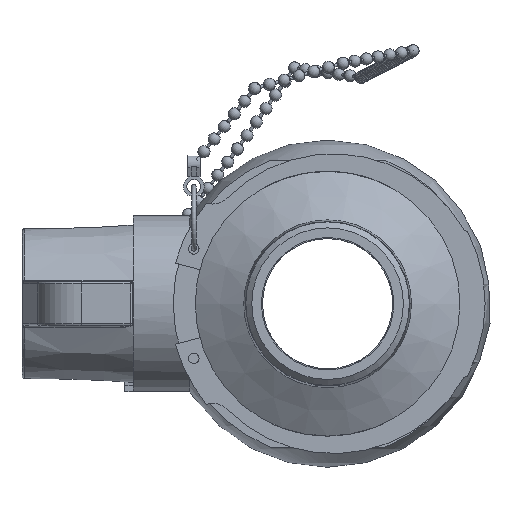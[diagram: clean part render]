
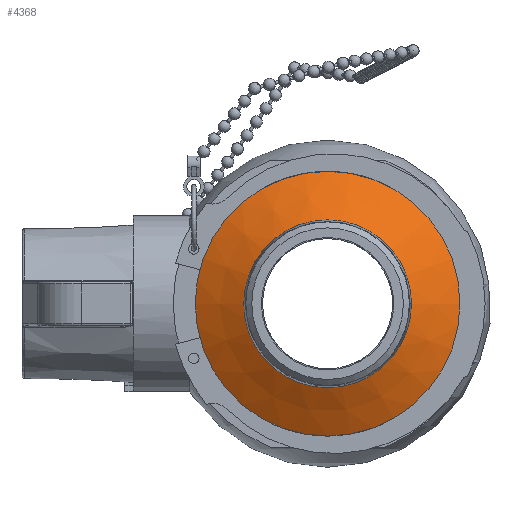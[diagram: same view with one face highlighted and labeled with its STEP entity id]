
A CAD part, left-side view. The second image highlights one B-rep face of the part: STEP entity #4368.
In plain terms, the highlighted conical face has half-angle 60 degrees and reference radius 31.115 mm.
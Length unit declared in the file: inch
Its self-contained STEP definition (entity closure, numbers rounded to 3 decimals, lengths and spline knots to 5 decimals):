
#173=CONICAL_SURFACE('',#5011,1.225,1.047);
#653=FACE_OUTER_BOUND('',#930,.T.);
#930=EDGE_LOOP('',(#3769,#3770,#3771,#3772));
#1203=CIRCLE('',#4997,0.95);
#1209=CIRCLE('',#5010,1.5);
#1458=LINE('',#8561,#1699);
#1699=VECTOR('',#6094,1.225);
#2142=VERTEX_POINT('',#8525);
#2152=VERTEX_POINT('',#8557);
#2692=EDGE_CURVE('',#2142,#2142,#1203,.T.);
#2708=EDGE_CURVE('',#2152,#2152,#1209,.T.);
#2709=EDGE_CURVE('',#2152,#2142,#1458,.T.);
#3769=ORIENTED_EDGE('',*,*,#2708,.F.);
#3770=ORIENTED_EDGE('',*,*,#2709,.T.);
#3771=ORIENTED_EDGE('',*,*,#2692,.T.);
#3772=ORIENTED_EDGE('',*,*,#2709,.F.);
#4368=ADVANCED_FACE('',(#653),#173,.T.);
#4997=AXIS2_PLACEMENT_3D('',#8526,#6054,#6055);
#5010=AXIS2_PLACEMENT_3D('',#8559,#6090,#6091);
#5011=AXIS2_PLACEMENT_3D('',#8560,#6092,#6093);
#6054=DIRECTION('center_axis',(1.,0.,0.));
#6055=DIRECTION('ref_axis',(0.,1.,0.));
#6090=DIRECTION('center_axis',(1.,0.,0.));
#6091=DIRECTION('ref_axis',(0.,1.,0.));
#6092=DIRECTION('center_axis',(1.,0.,0.));
#6093=DIRECTION('ref_axis',(0.,1.,0.));
#6094=DIRECTION('',(-0.5,0.866,0.));
#8525=CARTESIAN_POINT('',(0.8,-0.95,0.));
#8526=CARTESIAN_POINT('Origin',(0.8,0.,0.));
#8557=CARTESIAN_POINT('',(1.11754,-1.5,0.));
#8559=CARTESIAN_POINT('Origin',(1.11754,0.,0.));
#8560=CARTESIAN_POINT('Origin',(0.95877,0.,0.));
#8561=CARTESIAN_POINT('',(0.95877,-1.225,0.));
